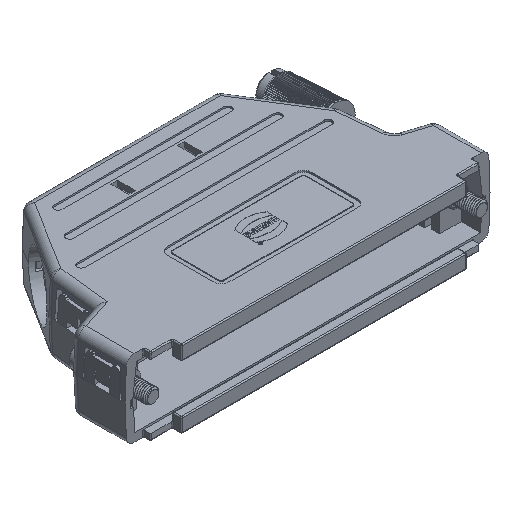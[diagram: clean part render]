
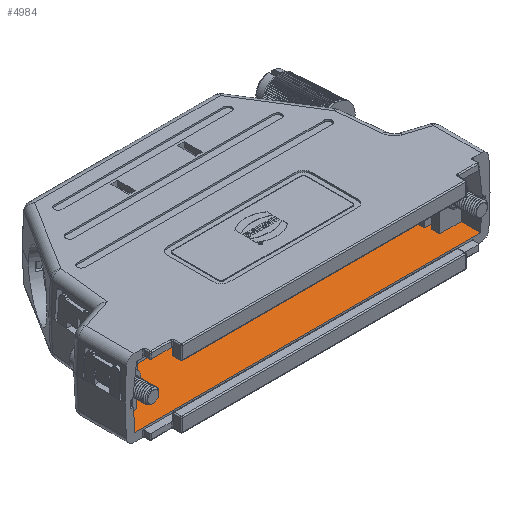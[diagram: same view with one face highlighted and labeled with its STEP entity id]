
A CAD part, isometric view. The second image highlights one B-rep face of the part: STEP entity #4984.
In plain terms, the highlighted planar face has unit normal (0, 0, 1).
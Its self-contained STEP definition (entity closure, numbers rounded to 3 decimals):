
#2430=FACE_OUTER_BOUND('',#16408,.T.);
#4984=ADVANCED_FACE('',(#2430),#6431,.F.);
#6431=PLANE('',#39361);
#9890=LINE('',#68987,#13866);
#9915=LINE('',#69052,#13891);
#9920=LINE('',#69070,#13896);
#9927=LINE('',#69084,#13903);
#9930=LINE('',#69090,#13906);
#9934=LINE('',#69098,#13910);
#9937=LINE('',#69104,#13913);
#9939=LINE('',#69108,#13915);
#9941=LINE('',#69115,#13917);
#9942=LINE('',#69117,#13918);
#9943=LINE('',#69119,#13919);
#9947=LINE('',#69126,#13923);
#9948=LINE('',#69133,#13924);
#9951=LINE('',#69139,#13927);
#9952=LINE('',#69141,#13928);
#9965=LINE('',#69169,#13941);
#9968=LINE('',#69177,#13944);
#9974=LINE('',#69191,#13950);
#10036=LINE('',#69418,#14012);
#10037=LINE('',#69419,#14013);
#13866=VECTOR('',#47121,1.);
#13891=VECTOR('',#47176,1.);
#13896=VECTOR('',#47195,1.);
#13903=VECTOR('',#47206,1.);
#13906=VECTOR('',#47209,1.);
#13910=VECTOR('',#47215,1.);
#13913=VECTOR('',#47220,1.);
#13915=VECTOR('',#47224,1.);
#13917=VECTOR('',#47234,1.);
#13918=VECTOR('',#47237,1.);
#13919=VECTOR('',#47240,1.);
#13923=VECTOR('',#47244,1.);
#13924=VECTOR('',#47253,1.);
#13927=VECTOR('',#47258,1.);
#13928=VECTOR('',#47261,1.);
#13941=VECTOR('',#47284,1.);
#13944=VECTOR('',#47291,1.);
#13950=VECTOR('',#47307,1.);
#14012=VECTOR('',#47477,1.);
#14013=VECTOR('',#47478,1.);
#16408=EDGE_LOOP('',(#25360,#25361,#25362,#25363,#25364,#25365,#25366,#25367,
#25368,#25369,#25370,#25371,#25372,#25373,#25374,#25375,#25376,#25377,#25378,
#25379));
#25360=ORIENTED_EDGE('',*,*,#35543,.F.);
#25361=ORIENTED_EDGE('',*,*,#35548,.F.);
#25362=ORIENTED_EDGE('',*,*,#35539,.T.);
#25363=ORIENTED_EDGE('',*,*,#35529,.T.);
#25364=ORIENTED_EDGE('',*,*,#35678,.F.);
#25365=ORIENTED_EDGE('',*,*,#35489,.T.);
#25366=ORIENTED_EDGE('',*,*,#35591,.T.);
#25367=ORIENTED_EDGE('',*,*,#35584,.F.);
#25368=ORIENTED_EDGE('',*,*,#35580,.T.);
#25369=ORIENTED_EDGE('',*,*,#35565,.T.);
#25370=ORIENTED_EDGE('',*,*,#35564,.F.);
#25371=ORIENTED_EDGE('',*,*,#35561,.F.);
#25372=ORIENTED_EDGE('',*,*,#35554,.T.);
#25373=ORIENTED_EDGE('',*,*,#35546,.F.);
#25374=ORIENTED_EDGE('',*,*,#35520,.T.);
#25375=ORIENTED_EDGE('',*,*,#35552,.T.);
#25376=ORIENTED_EDGE('',*,*,#35558,.T.);
#25377=ORIENTED_EDGE('',*,*,#35679,.T.);
#25378=ORIENTED_EDGE('',*,*,#35536,.T.);
#25379=ORIENTED_EDGE('',*,*,#35553,.T.);
#30545=VERTEX_POINT('',#68986);
#30546=VERTEX_POINT('',#68988);
#30569=VERTEX_POINT('',#69050);
#30571=VERTEX_POINT('',#69053);
#30576=VERTEX_POINT('',#69069);
#30577=VERTEX_POINT('',#69071);
#30582=VERTEX_POINT('',#69085);
#30583=VERTEX_POINT('',#69086);
#30585=VERTEX_POINT('',#69091);
#30587=VERTEX_POINT('',#69097);
#30588=VERTEX_POINT('',#69099);
#30590=VERTEX_POINT('',#69105);
#30591=VERTEX_POINT('',#69114);
#30592=VERTEX_POINT('',#69120);
#30594=VERTEX_POINT('',#69125);
#30597=VERTEX_POINT('',#69134);
#30598=VERTEX_POINT('',#69138);
#30599=VERTEX_POINT('',#69142);
#30609=VERTEX_POINT('',#69170);
#30612=VERTEX_POINT('',#69178);
#35489=EDGE_CURVE('',#30546,#30545,#9890,.T.);
#35520=EDGE_CURVE('',#30571,#30569,#9915,.T.);
#35529=EDGE_CURVE('',#30577,#30576,#9920,.T.);
#35536=EDGE_CURVE('',#30582,#30583,#9927,.T.);
#35539=EDGE_CURVE('',#30585,#30577,#9930,.T.);
#35543=EDGE_CURVE('',#30587,#30588,#9934,.T.);
#35546=EDGE_CURVE('',#30571,#30590,#9937,.T.);
#35548=EDGE_CURVE('',#30585,#30587,#9939,.T.);
#35552=EDGE_CURVE('',#30569,#30591,#9941,.T.);
#35553=EDGE_CURVE('',#30583,#30588,#9942,.T.);
#35554=EDGE_CURVE('',#30592,#30590,#9943,.T.);
#35558=EDGE_CURVE('',#30591,#30594,#9947,.T.);
#35561=EDGE_CURVE('',#30592,#30597,#9948,.T.);
#35564=EDGE_CURVE('',#30597,#30598,#9951,.T.);
#35565=EDGE_CURVE('',#30599,#30598,#9952,.T.);
#35580=EDGE_CURVE('',#30609,#30599,#9965,.T.);
#35584=EDGE_CURVE('',#30609,#30612,#9968,.T.);
#35591=EDGE_CURVE('',#30545,#30612,#9974,.T.);
#35678=EDGE_CURVE('',#30546,#30576,#10036,.T.);
#35679=EDGE_CURVE('',#30594,#30582,#10037,.T.);
#39361=AXIS2_PLACEMENT_3D('',#69420,#47479,#47480);
#47121=DIRECTION('',(-0.951,0.309,0.));
#47176=DIRECTION('',(0.,-1.,0.));
#47195=DIRECTION('',(-1.,0.,0.));
#47206=DIRECTION('',(0.,1.,0.));
#47209=DIRECTION('',(0.,1.,0.));
#47215=DIRECTION('',(0.,-1.,0.));
#47220=DIRECTION('',(-1.,0.,0.));
#47224=DIRECTION('',(-1.,0.,0.));
#47234=DIRECTION('',(-1.,0.,0.));
#47237=DIRECTION('',(-1.,0.,0.));
#47240=DIRECTION('',(0.,-1.,0.));
#47244=DIRECTION('',(0.,-1.,0.));
#47253=DIRECTION('',(1.,0.,0.));
#47258=DIRECTION('',(0.,1.,0.));
#47261=DIRECTION('',(-0.951,-0.309,0.));
#47284=DIRECTION('',(-0.105,-0.995,0.));
#47291=DIRECTION('',(1.,0.,0.));
#47307=DIRECTION('',(-0.105,0.995,0.));
#47477=DIRECTION('',(0.,-1.,0.));
#47478=DIRECTION('',(1.,0.,0.));
#47479=DIRECTION('',(0.,0.,-1.));
#47480=DIRECTION('',(-1.,0.,0.));
#68986=CARTESIAN_POINT('',(63.071,14.377,-13.6));
#68987=CARTESIAN_POINT('',(64.5,13.912,-13.6));
#68988=CARTESIAN_POINT('',(64.5,13.912,-13.6));
#69050=CARTESIAN_POINT('',(6.,7.,-13.6));
#69052=CARTESIAN_POINT('',(6.,8.6,-13.6));
#69053=CARTESIAN_POINT('',(6.,8.6,-13.6));
#69069=CARTESIAN_POINT('',(64.5,9.5,-13.6));
#69070=CARTESIAN_POINT('',(69.193,9.5,-13.6));
#69071=CARTESIAN_POINT('',(69.193,9.5,-13.6));
#69084=CARTESIAN_POINT('',(69.193,3.2,-13.6));
#69085=CARTESIAN_POINT('',(69.193,3.2,-13.6));
#69086=CARTESIAN_POINT('',(69.193,7.,-13.6));
#69090=CARTESIAN_POINT('',(69.193,8.6,-13.6));
#69091=CARTESIAN_POINT('',(69.193,8.6,-13.6));
#69097=CARTESIAN_POINT('',(65.,8.6,-13.6));
#69098=CARTESIAN_POINT('',(65.,8.6,-13.6));
#69099=CARTESIAN_POINT('',(65.,7.,-13.6));
#69104=CARTESIAN_POINT('',(6.,8.6,-13.6));
#69105=CARTESIAN_POINT('',(1.807,8.6,-13.6));
#69108=CARTESIAN_POINT('',(69.193,8.6,-13.6));
#69114=CARTESIAN_POINT('',(1.807,7.,-13.6));
#69115=CARTESIAN_POINT('',(6.,7.,-13.6));
#69117=CARTESIAN_POINT('',(69.193,7.,-13.6));
#69119=CARTESIAN_POINT('',(1.807,9.5,-13.6));
#69120=CARTESIAN_POINT('',(1.807,9.5,-13.6));
#69125=CARTESIAN_POINT('',(1.807,3.2,-13.6));
#69126=CARTESIAN_POINT('',(1.807,7.,-13.6));
#69133=CARTESIAN_POINT('',(1.807,9.5,-13.6));
#69134=CARTESIAN_POINT('',(6.5,9.5,-13.6));
#69138=CARTESIAN_POINT('',(6.5,13.912,-13.6));
#69139=CARTESIAN_POINT('',(6.5,9.5,-13.6));
#69141=CARTESIAN_POINT('',(7.93,14.377,-13.6));
#69142=CARTESIAN_POINT('',(7.93,14.377,-13.6));
#69169=CARTESIAN_POINT('',(7.943,14.5,-13.6));
#69170=CARTESIAN_POINT('',(7.943,14.5,-13.6));
#69177=CARTESIAN_POINT('',(7.943,14.5,-13.6));
#69178=CARTESIAN_POINT('',(63.058,14.5,-13.6));
#69191=CARTESIAN_POINT('',(63.071,14.377,-13.6));
#69418=CARTESIAN_POINT('',(64.5,13.912,-13.6));
#69419=CARTESIAN_POINT('',(1.807,3.2,-13.6));
#69420=CARTESIAN_POINT('',(35.5,0.,-13.6));
